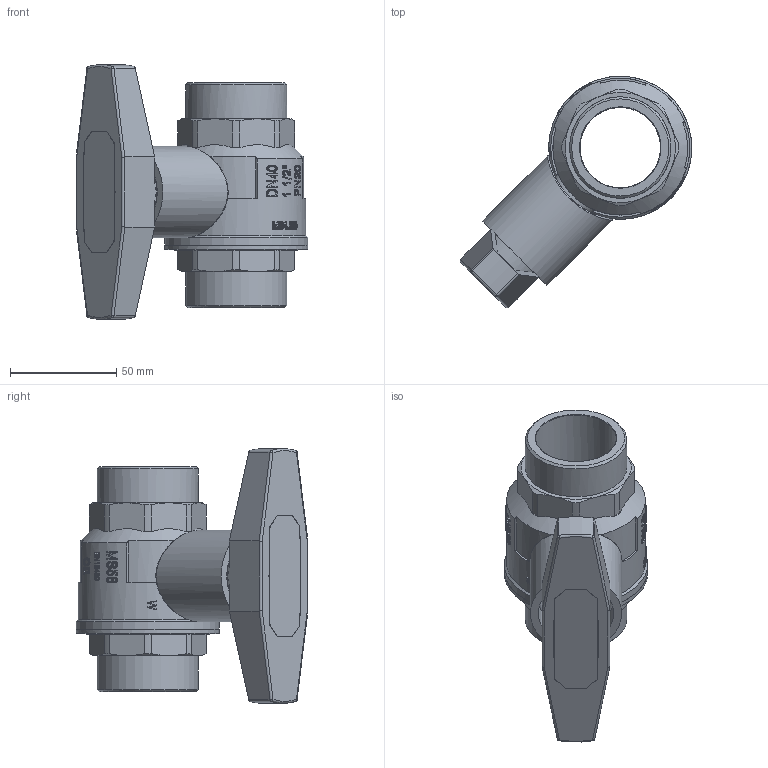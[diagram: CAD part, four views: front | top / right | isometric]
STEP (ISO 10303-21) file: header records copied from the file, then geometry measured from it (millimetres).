
FILE_DESCRIPTION(/* description */ ('Unknown'),/* implementation_level */ '2;1');
FILE_NAME(/* name */ '687-08',/* time_stamp */ '2022-06-15T12:50:35+02:00',/* author */ ('Unknown'),/* organization */ ('Unknown'),/* preprocessor_version */ 'ST-DEVELOPER v16.7',/* originating_system */ 'Solid Edge',/* authorisation */ 'Unknown');
FILE_SCHEMA (('AUTOMOTIVE_DESIGN {1 0 10303 214 3 1 1}'));
Products named in the file (15): 687-08; 94000685-08; 01; O-RING; SHOUBING; XINZI; VT0801431006-1; 620-1 1_2; 600.1_1_2-Spindel-co; 600-1_1_2-stopfbuchse; 600-1_1_2-Spindeldichtung; 600-1_1_2-O-Ring; 600-1_1_2-Spindel; 620_1 1_2_Einschraubteil; 620_1 1_2_Körper
Assembly tree (14 placements, depth 4):
  687-08
    94000685-08
      01
      O-RING
      SHOUBING
      XINZI
      VT0801431006-1
    620-1 1_2
      600.1_1_2-Spindel-co
        600-1_1_2-stopfbuchse
        600-1_1_2-Spindeldichtung
        600-1_1_2-O-Ring
        600-1_1_2-Spindel
      620_1 1_2_Einschraubteil
      620_1 1_2_Körper
Bounding box: 109.21 x 109.21 x 119.82 mm (x, y, z)
Volume: 161834.6 mm3; surface area: 89709 mm2
Topology: 11 solids, 11 shells, 1351 faces, 3708 edges, 2448 vertices
Faces by surface type: plane 1152, cylinder 141, cone 43, torus 7, sphere 6, bspline 2
Full cylindrical faces by diameter (mm): 3.4 x2, 5.4 x4, 10 x1, 14 x2, 14.1 x2, 14.5 x1, 15 x1, 16 x2, 18 x1, 18.3 x1, 18.38 x1, 18.398 x1, 20 x1, 21 x1, 24 x1, 26 x1, 32 x1, 35.5 x2, 38 x3, 43 x1, 47.803 x2, 48 x2, 59.5 x1, 61 x1, 61.5 x1, 65.5 x1, 67.5 x2
Entity records: 55143 total; most frequent: CARTESIAN_POINT 10770, DIRECTION 8320, ORIENTED_EDGE 7248, EDGE_CURVE 3624, AXIS2_PLACEMENT_3D 3405, VERTEX_POINT 2428, ELLIPSE 1600, LINE 1510
